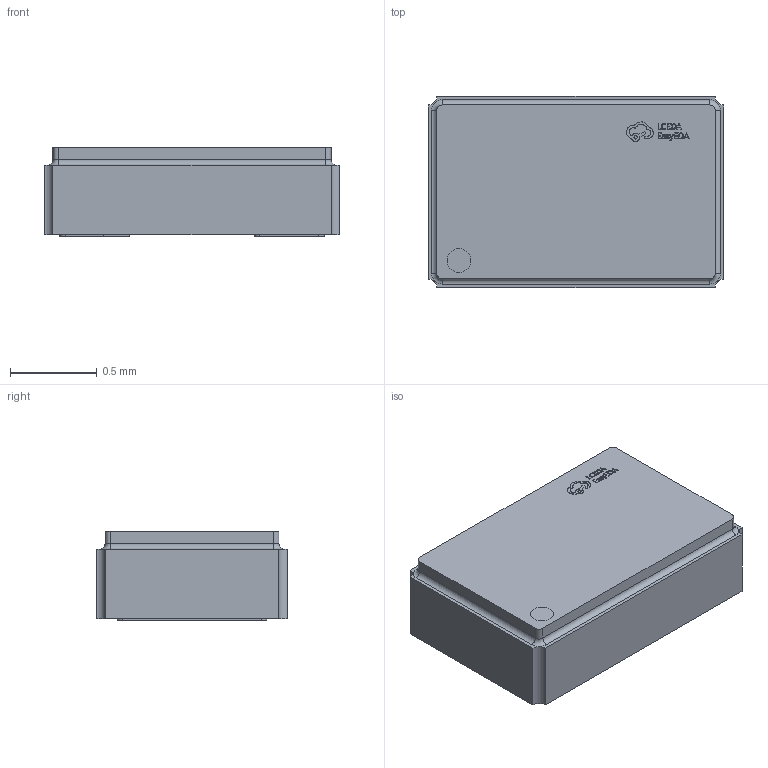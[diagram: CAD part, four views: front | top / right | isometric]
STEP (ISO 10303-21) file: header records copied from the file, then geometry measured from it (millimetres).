
FILE_DESCRIPTION (( 'STEP AP214' ), '1' );
FILE_NAME ('CRYSTAL-SMD_L1.7-W1.1.STEP', '2023-03-22T14:28:32', ( '微软用户' ), ( '微软中国' ), 'SwSTEP 2.0', 'SolidWorks 2020', '' );
FILE_SCHEMA (( 'AUTOMOTIVE_DESIGN' ));
Length unit declared in the file: millimetre
Products named in the file (1): CRYSTAL-SMD_L1.7-W1.1
Bounding box: 1.7 x 1.1 x 0.51 mm (x, y, z)
Volume: 0.9 mm3; surface area: 8.3 mm2
Topology: 3 solids, 3 shells, 292 faces, 781 edges, 518 vertices
Faces by surface type: plane 162, bspline 98, cylinder 28, torus 4
Entity records: 12639 total; most frequent: CARTESIAN_POINT 2898, ORIENTED_EDGE 1562, DIRECTION 1031, EDGE_CURVE 781, VECTOR 521, LINE 521, VERTEX_POINT 518, EDGE_LOOP 315
